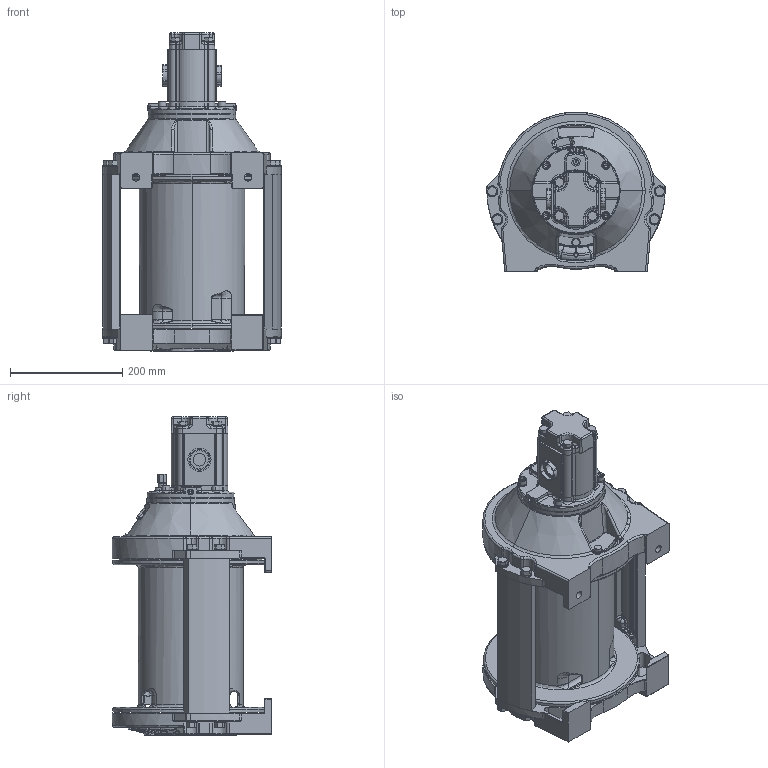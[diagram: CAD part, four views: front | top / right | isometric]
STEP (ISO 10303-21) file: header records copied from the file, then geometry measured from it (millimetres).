
FILE_DESCRIPTION((''),'2;1');
FILE_NAME('TWG-TEMP','2020-10-11T23:14:29',('Administrator'),(''),'CREO PARAMETRIC BY PTC INC, 2019030','CREO PARAMETRIC BY PTC INC, 2019030','');
FILE_SCHEMA(('AUTOMOTIVE_DESIGN { 1 0 10303 214 1 1 1 1 }'));
Length unit declared in the file: inch
Products named in the file (1): TWG-TEMP
Bounding box: 318.22 x 284.18 x 567.18 mm (x, y, z)
Surface area: 971244.2 mm2 (no closed solid volume)
Topology: 0 solids, 120 shells, 2729 faces, 8107 edges, 5305 vertices
Faces by surface type: plane 912, cylinder 617, bspline 479, torus 293, extrusion 214, cone 190, sphere 24
Entity records: 160211 total; most frequent: CARTESIAN_POINT 73966, ORIENTED_EDGE 13946, DIRECTION 11846, EDGE_CURVE 7980, VERTEX_POINT 5305, AXIS2_PLACEMENT_3D 4097, VECTOR 3649, LINE 3435
